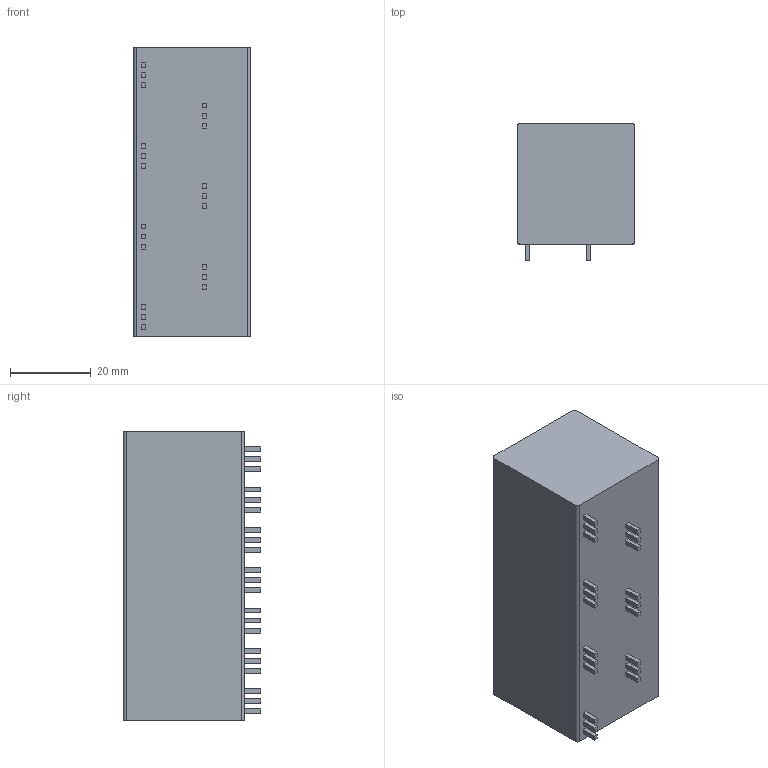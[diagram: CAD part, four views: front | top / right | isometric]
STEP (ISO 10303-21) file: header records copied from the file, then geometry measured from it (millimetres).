
FILE_DESCRIPTION((''),'2;1');
FILE_NAME('PRT0004','2024-09-27T09:42:16',('tluser'),(''),'CREO PARAMETRIC BY PTC INC, 2018100','CREO PARAMETRIC BY PTC INC, 2018100','');
FILE_SCHEMA(('CONFIG_CONTROL_DESIGN'));
Length unit declared in the file: millimetre
Products named in the file (1): PRT0004
Bounding box: 29 x 34 x 71.8 mm (x, y, z)
Volume: 58872.1 mm3; surface area: 12244.1 mm2
Topology: 1 solids, 1 shells, 262 faces, 647 edges, 422 vertices
Faces by surface type: plane 202, cylinder 46, cone 14
Entity records: 7859 total; most frequent: CARTESIAN_POINT 1751, ORIENTED_EDGE 1294, DIRECTION 1123, EDGE_CURVE 647, VECTOR 499, LINE 499, VERTEX_POINT 422, AXIS2_PLACEMENT_3D 312
